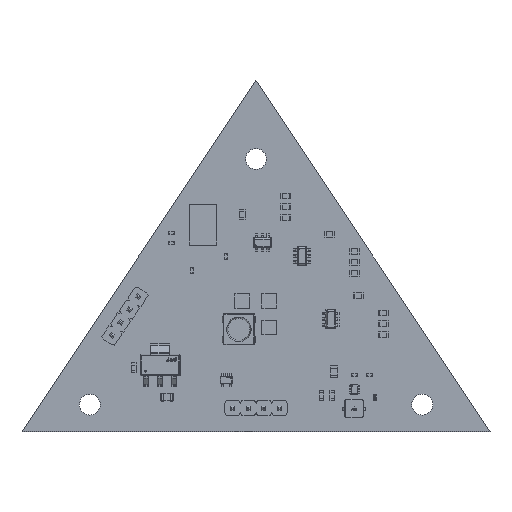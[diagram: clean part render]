
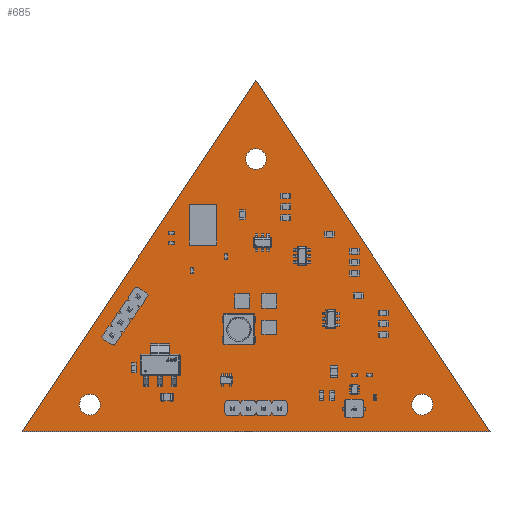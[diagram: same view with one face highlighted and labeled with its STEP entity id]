
A CAD part, top view. The second image highlights one B-rep face of the part: STEP entity #685.
In plain terms, the highlighted planar face has unit normal (0, 0, 1).
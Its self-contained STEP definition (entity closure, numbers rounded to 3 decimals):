
#192 = VERTEX_POINT('',#193);
#193 = CARTESIAN_POINT('',(-38.1,-19.05,0.411));
#199 = EDGE_CURVE('',#192,#200,#202,.T.);
#200 = VERTEX_POINT('',#201);
#201 = CARTESIAN_POINT('',(0.,38.1,0.411));
#202 = LINE('',#203,#204);
#203 = CARTESIAN_POINT('',(-38.1,-19.05,0.411));
#204 = VECTOR('',#205,1.);
#205 = DIRECTION('',(0.555,0.832,0.));
#230 = EDGE_CURVE('',#200,#231,#233,.T.);
#231 = VERTEX_POINT('',#232);
#232 = CARTESIAN_POINT('',(38.1,-19.05,0.411));
#233 = LINE('',#234,#235);
#234 = CARTESIAN_POINT('',(0.,38.1,0.411));
#235 = VECTOR('',#236,1.);
#236 = DIRECTION('',(0.555,-0.832,0.));
#261 = EDGE_CURVE('',#231,#192,#262,.T.);
#262 = LINE('',#263,#264);
#263 = CARTESIAN_POINT('',(38.1,-19.05,0.411));
#264 = VECTOR('',#265,1.);
#265 = DIRECTION('',(-1.,0.,0.));
#285 = VERTEX_POINT('',#286);
#286 = CARTESIAN_POINT('',(-25.351,-14.685,0.411));
#292 = EDGE_CURVE('',#285,#285,#293,.T.);
#293 = CIRCLE('',#294,1.7);
#294 = AXIS2_PLACEMENT_3D('',#295,#296,#297);
#295 = CARTESIAN_POINT('',(-27.051,-14.685,0.411));
#296 = DIRECTION('',(0.,0.,1.));
#297 = DIRECTION('',(1.,0.,0.));
#318 = VERTEX_POINT('',#319);
#319 = CARTESIAN_POINT('',(-22.917,-3.413,0.411));
#325 = EDGE_CURVE('',#318,#318,#326,.T.);
#326 = CIRCLE('',#327,0.55);
#327 = AXIS2_PLACEMENT_3D('',#328,#329,#330);
#328 = CARTESIAN_POINT('',(-23.467,-3.413,0.411));
#329 = DIRECTION('',(0.,0.,1.));
#330 = DIRECTION('',(1.,0.,0.));
#351 = VERTEX_POINT('',#352);
#352 = CARTESIAN_POINT('',(-21.496,-1.307,0.411));
#358 = EDGE_CURVE('',#351,#351,#359,.T.);
#359 = CIRCLE('',#360,0.55);
#360 = AXIS2_PLACEMENT_3D('',#361,#362,#363);
#361 = CARTESIAN_POINT('',(-22.046,-1.307,0.411));
#362 = DIRECTION('',(0.,0.,1.));
#363 = DIRECTION('',(1.,0.,0.));
#384 = VERTEX_POINT('',#385);
#385 = CARTESIAN_POINT('',(-20.076,0.799,0.411));
#391 = EDGE_CURVE('',#384,#384,#392,.T.);
#392 = CIRCLE('',#393,0.55);
#393 = AXIS2_PLACEMENT_3D('',#394,#395,#396);
#394 = CARTESIAN_POINT('',(-20.626,0.799,0.411));
#395 = DIRECTION('',(0.,0.,1.));
#396 = DIRECTION('',(1.,0.,0.));
#417 = VERTEX_POINT('',#418);
#418 = CARTESIAN_POINT('',(-18.655,2.905,0.411));
#424 = EDGE_CURVE('',#417,#417,#425,.T.);
#425 = CIRCLE('',#426,0.55);
#426 = AXIS2_PLACEMENT_3D('',#427,#428,#429);
#427 = CARTESIAN_POINT('',(-19.205,2.905,0.411));
#428 = DIRECTION('',(0.,0.,1.));
#429 = DIRECTION('',(1.,0.,0.));
#450 = VERTEX_POINT('',#451);
#451 = CARTESIAN_POINT('',(-3.26,-15.24,0.411));
#457 = EDGE_CURVE('',#450,#450,#458,.T.);
#458 = CIRCLE('',#459,0.55);
#459 = AXIS2_PLACEMENT_3D('',#460,#461,#462);
#460 = CARTESIAN_POINT('',(-3.81,-15.24,0.411));
#461 = DIRECTION('',(0.,0.,1.));
#462 = DIRECTION('',(1.,0.,0.));
#483 = VERTEX_POINT('',#484);
#484 = CARTESIAN_POINT('',(-0.72,-15.24,0.411));
#490 = EDGE_CURVE('',#483,#483,#491,.T.);
#491 = CIRCLE('',#492,0.55);
#492 = AXIS2_PLACEMENT_3D('',#493,#494,#495);
#493 = CARTESIAN_POINT('',(-1.27,-15.24,0.411));
#494 = DIRECTION('',(0.,0.,1.));
#495 = DIRECTION('',(1.,0.,0.));
#516 = VERTEX_POINT('',#517);
#517 = CARTESIAN_POINT('',(28.759,-14.685,0.411));
#523 = EDGE_CURVE('',#516,#516,#524,.T.);
#524 = CIRCLE('',#525,1.7);
#525 = AXIS2_PLACEMENT_3D('',#526,#527,#528);
#526 = CARTESIAN_POINT('',(27.059,-14.685,0.411));
#527 = DIRECTION('',(0.,0.,1.));
#528 = DIRECTION('',(1.,0.,0.));
#549 = VERTEX_POINT('',#550);
#550 = CARTESIAN_POINT('',(1.7,25.315,0.411));
#556 = EDGE_CURVE('',#549,#549,#557,.T.);
#557 = CIRCLE('',#558,1.7);
#558 = AXIS2_PLACEMENT_3D('',#559,#560,#561);
#559 = CARTESIAN_POINT('',(0.,25.315,0.411));
#560 = DIRECTION('',(0.,0.,1.));
#561 = DIRECTION('',(1.,0.,0.));
#582 = VERTEX_POINT('',#583);
#583 = CARTESIAN_POINT('',(4.36,-15.24,0.411));
#589 = EDGE_CURVE('',#582,#582,#590,.T.);
#590 = CIRCLE('',#591,0.55);
#591 = AXIS2_PLACEMENT_3D('',#592,#593,#594);
#592 = CARTESIAN_POINT('',(3.81,-15.24,0.411));
#593 = DIRECTION('',(0.,0.,1.));
#594 = DIRECTION('',(1.,0.,0.));
#615 = VERTEX_POINT('',#616);
#616 = CARTESIAN_POINT('',(1.82,-15.24,0.411));
#622 = EDGE_CURVE('',#615,#615,#623,.T.);
#623 = CIRCLE('',#624,0.55);
#624 = AXIS2_PLACEMENT_3D('',#625,#626,#627);
#625 = CARTESIAN_POINT('',(1.27,-15.24,0.411));
#626 = DIRECTION('',(0.,0.,1.));
#627 = DIRECTION('',(1.,0.,0.));
#685 = ADVANCED_FACE('',(#686,#691,#694,#697,#700,#703,#706,#709,#712,
    #715,#718,#721),#724,.T.);
#686 = FACE_BOUND('',#687,.F.);
#687 = EDGE_LOOP('',(#688,#689,#690));
#688 = ORIENTED_EDGE('',*,*,#199,.T.);
#689 = ORIENTED_EDGE('',*,*,#230,.T.);
#690 = ORIENTED_EDGE('',*,*,#261,.T.);
#691 = FACE_BOUND('',#692,.T.);
#692 = EDGE_LOOP('',(#693));
#693 = ORIENTED_EDGE('',*,*,#292,.F.);
#694 = FACE_BOUND('',#695,.T.);
#695 = EDGE_LOOP('',(#696));
#696 = ORIENTED_EDGE('',*,*,#325,.F.);
#697 = FACE_BOUND('',#698,.T.);
#698 = EDGE_LOOP('',(#699));
#699 = ORIENTED_EDGE('',*,*,#358,.F.);
#700 = FACE_BOUND('',#701,.T.);
#701 = EDGE_LOOP('',(#702));
#702 = ORIENTED_EDGE('',*,*,#391,.F.);
#703 = FACE_BOUND('',#704,.T.);
#704 = EDGE_LOOP('',(#705));
#705 = ORIENTED_EDGE('',*,*,#424,.F.);
#706 = FACE_BOUND('',#707,.T.);
#707 = EDGE_LOOP('',(#708));
#708 = ORIENTED_EDGE('',*,*,#457,.F.);
#709 = FACE_BOUND('',#710,.T.);
#710 = EDGE_LOOP('',(#711));
#711 = ORIENTED_EDGE('',*,*,#490,.F.);
#712 = FACE_BOUND('',#713,.T.);
#713 = EDGE_LOOP('',(#714));
#714 = ORIENTED_EDGE('',*,*,#523,.F.);
#715 = FACE_BOUND('',#716,.T.);
#716 = EDGE_LOOP('',(#717));
#717 = ORIENTED_EDGE('',*,*,#556,.F.);
#718 = FACE_BOUND('',#719,.T.);
#719 = EDGE_LOOP('',(#720));
#720 = ORIENTED_EDGE('',*,*,#589,.F.);
#721 = FACE_BOUND('',#722,.T.);
#722 = EDGE_LOOP('',(#723));
#723 = ORIENTED_EDGE('',*,*,#622,.F.);
#724 = PLANE('',#725);
#725 = AXIS2_PLACEMENT_3D('',#726,#727,#728);
#726 = CARTESIAN_POINT('',(-38.1,-19.05,0.411));
#727 = DIRECTION('',(0.,0.,1.));
#728 = DIRECTION('',(1.,0.,0.));
